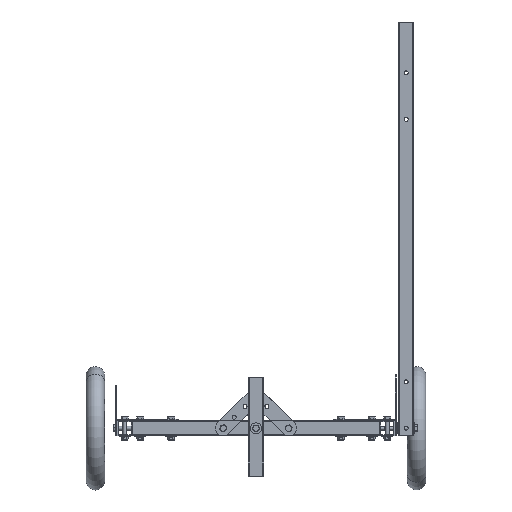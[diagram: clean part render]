
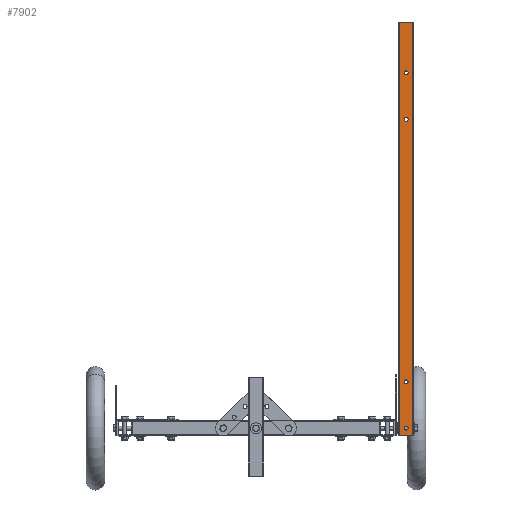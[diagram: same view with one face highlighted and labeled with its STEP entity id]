
A CAD part, front view. The second image highlights one B-rep face of the part: STEP entity #7902.
In plain terms, the highlighted face is planar.
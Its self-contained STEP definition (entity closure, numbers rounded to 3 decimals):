
#7576 = EDGE_CURVE('',#7577,#7579,#7581,.T.);
#7577 = VERTEX_POINT('',#7578);
#7578 = CARTESIAN_POINT('',(-12.5,0.,-12.5));
#7579 = VERTEX_POINT('',#7580);
#7580 = CARTESIAN_POINT('',(-12.5,-670.,-12.5));
#7581 = LINE('',#7582,#7583);
#7582 = CARTESIAN_POINT('',(-12.5,0.,-12.5));
#7583 = VECTOR('',#7584,1.);
#7584 = DIRECTION('',(0.,-1.,0.));
#7642 = VERTEX_POINT('',#7643);
#7643 = CARTESIAN_POINT('',(12.5,0.,-12.5));
#7649 = EDGE_CURVE('',#7642,#7577,#7650,.T.);
#7650 = LINE('',#7651,#7652);
#7651 = CARTESIAN_POINT('',(12.5,0.,-12.5));
#7652 = VECTOR('',#7653,1.);
#7653 = DIRECTION('',(-1.,0.,0.));
#7700 = VERTEX_POINT('',#7701);
#7701 = CARTESIAN_POINT('',(12.5,-670.,-12.5));
#7707 = EDGE_CURVE('',#7700,#7579,#7708,.T.);
#7708 = LINE('',#7709,#7710);
#7709 = CARTESIAN_POINT('',(12.5,-670.,-12.5));
#7710 = VECTOR('',#7711,1.);
#7711 = DIRECTION('',(-1.,0.,0.));
#7758 = EDGE_CURVE('',#7642,#7700,#7759,.T.);
#7759 = LINE('',#7760,#7761);
#7760 = CARTESIAN_POINT('',(12.5,0.,-12.5));
#7761 = VECTOR('',#7762,1.);
#7762 = DIRECTION('',(0.,-1.,0.));
#7902 = ADVANCED_FACE('',(#7903,#7909,#7920,#7931,#7942),#7953,.T.);
#7903 = FACE_BOUND('',#7904,.T.);
#7904 = EDGE_LOOP('',(#7905,#7906,#7907,#7908));
#7905 = ORIENTED_EDGE('',*,*,#7758,.T.);
#7906 = ORIENTED_EDGE('',*,*,#7707,.T.);
#7907 = ORIENTED_EDGE('',*,*,#7576,.F.);
#7908 = ORIENTED_EDGE('',*,*,#7649,.F.);
#7909 = FACE_BOUND('',#7910,.T.);
#7910 = EDGE_LOOP('',(#7911));
#7911 = ORIENTED_EDGE('',*,*,#7912,.T.);
#7912 = EDGE_CURVE('',#7913,#7913,#7915,.T.);
#7913 = VERTEX_POINT('',#7914);
#7914 = CARTESIAN_POINT('',(0.,-590.75,-12.5));
#7915 = CIRCLE('',#7916,3.25);
#7916 = AXIS2_PLACEMENT_3D('',#7917,#7918,#7919);
#7917 = CARTESIAN_POINT('',(0.,-587.5,-12.5));
#7918 = DIRECTION('',(0.,0.,1.));
#7919 = DIRECTION('',(0.,-1.,0.));
#7920 = FACE_BOUND('',#7921,.T.);
#7921 = EDGE_LOOP('',(#7922));
#7922 = ORIENTED_EDGE('',*,*,#7923,.T.);
#7923 = EDGE_CURVE('',#7924,#7924,#7926,.T.);
#7924 = VERTEX_POINT('',#7925);
#7925 = CARTESIAN_POINT('',(0.,-515.75,-12.5));
#7926 = CIRCLE('',#7927,3.25);
#7927 = AXIS2_PLACEMENT_3D('',#7928,#7929,#7930);
#7928 = CARTESIAN_POINT('',(0.,-512.5,-12.5));
#7929 = DIRECTION('',(0.,0.,1.));
#7930 = DIRECTION('',(0.,-1.,0.));
#7931 = FACE_BOUND('',#7932,.T.);
#7932 = EDGE_LOOP('',(#7933));
#7933 = ORIENTED_EDGE('',*,*,#7934,.T.);
#7934 = EDGE_CURVE('',#7935,#7935,#7937,.T.);
#7935 = VERTEX_POINT('',#7936);
#7936 = CARTESIAN_POINT('',(0.,-90.75,-12.5));
#7937 = CIRCLE('',#7938,3.25);
#7938 = AXIS2_PLACEMENT_3D('',#7939,#7940,#7941);
#7939 = CARTESIAN_POINT('',(0.,-87.5,-12.5));
#7940 = DIRECTION('',(0.,0.,1.));
#7941 = DIRECTION('',(0.,-1.,0.));
#7942 = FACE_BOUND('',#7943,.T.);
#7943 = EDGE_LOOP('',(#7944));
#7944 = ORIENTED_EDGE('',*,*,#7945,.T.);
#7945 = EDGE_CURVE('',#7946,#7946,#7948,.T.);
#7946 = VERTEX_POINT('',#7947);
#7947 = CARTESIAN_POINT('',(0.,-15.75,-12.5));
#7948 = CIRCLE('',#7949,3.25);
#7949 = AXIS2_PLACEMENT_3D('',#7950,#7951,#7952);
#7950 = CARTESIAN_POINT('',(0.,-12.5,-12.5));
#7951 = DIRECTION('',(0.,0.,1.));
#7952 = DIRECTION('',(0.,-1.,0.));
#7953 = PLANE('',#7954);
#7954 = AXIS2_PLACEMENT_3D('',#7955,#7956,#7957);
#7955 = CARTESIAN_POINT('',(12.5,0.,-12.5));
#7956 = DIRECTION('',(0.,0.,-1.));
#7957 = DIRECTION('',(-1.,0.,0.));
